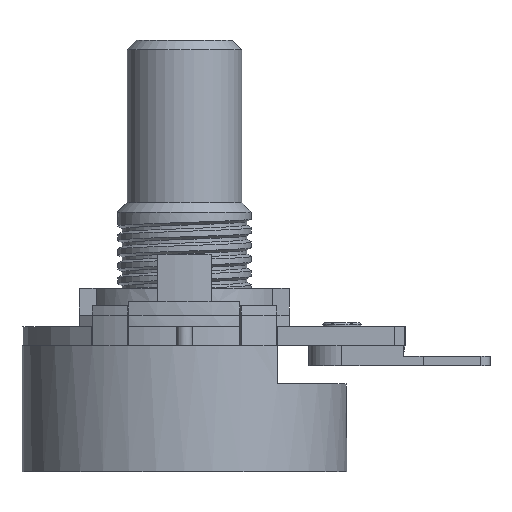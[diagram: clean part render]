
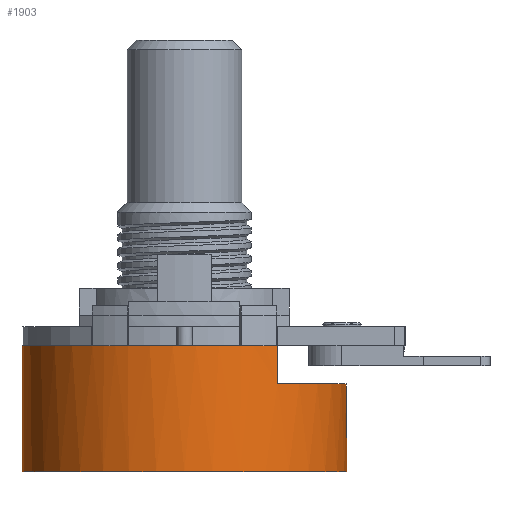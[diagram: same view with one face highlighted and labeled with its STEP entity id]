
A CAD part, left-side view. The second image highlights one B-rep face of the part: STEP entity #1903.
In plain terms, the highlighted cylindrical face has radius 8.5 mm (diameter 17 mm), a full revolution.
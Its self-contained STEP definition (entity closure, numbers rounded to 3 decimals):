
#1569 = VERTEX_POINT('',#1570);
#1570 = CARTESIAN_POINT('',(-7.965,2.969,-1.));
#1696 = VERTEX_POINT('',#1697);
#1697 = CARTESIAN_POINT('',(-7.006,4.814,-1.));
#1719 = EDGE_CURVE('',#1696,#1720,#1722,.T.);
#1720 = VERTEX_POINT('',#1721);
#1721 = CARTESIAN_POINT('',(7.006,4.814,-1.));
#1722 = CIRCLE('',#1723,8.5);
#1723 = AXIS2_PLACEMENT_3D('',#1724,#1725,#1726);
#1724 = CARTESIAN_POINT('',(0.,0.,-1.));
#1725 = DIRECTION('',(0.,0.,-1.));
#1726 = DIRECTION('',(1.,0.,0.));
#1746 = VERTEX_POINT('',#1747);
#1747 = CARTESIAN_POINT('',(7.965,2.969,-1.));
#1753 = EDGE_CURVE('',#1746,#1754,#1756,.T.);
#1754 = VERTEX_POINT('',#1755);
#1755 = CARTESIAN_POINT('',(8.5,0.,-1.));
#1756 = CIRCLE('',#1757,8.5);
#1757 = AXIS2_PLACEMENT_3D('',#1758,#1759,#1760);
#1758 = CARTESIAN_POINT('',(0.,0.,-1.));
#1759 = DIRECTION('',(0.,0.,-1.));
#1760 = DIRECTION('',(1.,0.,0.));
#1762 = EDGE_CURVE('',#1754,#1763,#1765,.T.);
#1763 = VERTEX_POINT('',#1764);
#1764 = CARTESIAN_POINT('',(7.965,-2.969,-1.));
#1765 = CIRCLE('',#1766,8.5);
#1766 = AXIS2_PLACEMENT_3D('',#1767,#1768,#1769);
#1767 = CARTESIAN_POINT('',(0.,0.,-1.));
#1768 = DIRECTION('',(0.,0.,-1.));
#1769 = DIRECTION('',(1.,0.,0.));
#1789 = VERTEX_POINT('',#1790);
#1790 = CARTESIAN_POINT('',(7.006,-4.814,-1.));
#1796 = EDGE_CURVE('',#1789,#1797,#1799,.T.);
#1797 = VERTEX_POINT('',#1798);
#1798 = CARTESIAN_POINT('',(6.963,-4.875,-1.));
#1799 = CIRCLE('',#1800,8.5);
#1800 = AXIS2_PLACEMENT_3D('',#1801,#1802,#1803);
#1801 = CARTESIAN_POINT('',(0.,0.,-1.));
#1802 = DIRECTION('',(0.,0.,-1.));
#1803 = DIRECTION('',(1.,0.,0.));
#1832 = VERTEX_POINT('',#1833);
#1833 = CARTESIAN_POINT('',(-6.963,-4.875,-1.));
#1839 = EDGE_CURVE('',#1832,#1840,#1842,.T.);
#1840 = VERTEX_POINT('',#1841);
#1841 = CARTESIAN_POINT('',(-7.006,-4.814,-1.));
#1842 = CIRCLE('',#1843,8.5);
#1843 = AXIS2_PLACEMENT_3D('',#1844,#1845,#1846);
#1844 = CARTESIAN_POINT('',(0.,0.,-1.));
#1845 = DIRECTION('',(0.,0.,-1.));
#1846 = DIRECTION('',(1.,0.,0.));
#1866 = VERTEX_POINT('',#1867);
#1867 = CARTESIAN_POINT('',(-7.965,-2.969,-1.));
#1873 = EDGE_CURVE('',#1866,#1569,#1874,.T.);
#1874 = CIRCLE('',#1875,8.5);
#1875 = AXIS2_PLACEMENT_3D('',#1876,#1877,#1878);
#1876 = CARTESIAN_POINT('',(0.,0.,-1.));
#1877 = DIRECTION('',(0.,0.,-1.));
#1878 = DIRECTION('',(1.,0.,0.));
#1892 = EDGE_CURVE('',#1696,#1569,#1893,.T.);
#1893 = CIRCLE('',#1894,8.5);
#1894 = AXIS2_PLACEMENT_3D('',#1895,#1896,#1897);
#1895 = CARTESIAN_POINT('',(0.,0.,-1.));
#1896 = DIRECTION('',(0.,0.,1.));
#1897 = DIRECTION('',(1.,0.,0.));
#1903 = ADVANCED_FACE('',(#1904),#1973,.T.);
#1904 = FACE_BOUND('',#1905,.F.);
#1905 = EDGE_LOOP('',(#1906,#1907,#1915,#1922,#1923,#1924,#1931,#1932,
    #1933,#1934,#1941,#1942,#1950,#1959,#1965,#1966));
#1906 = ORIENTED_EDGE('',*,*,#1762,.F.);
#1907 = ORIENTED_EDGE('',*,*,#1908,.T.);
#1908 = EDGE_CURVE('',#1754,#1909,#1911,.T.);
#1909 = VERTEX_POINT('',#1910);
#1910 = CARTESIAN_POINT('',(8.5,0.,-7.6));
#1911 = LINE('',#1912,#1913);
#1912 = CARTESIAN_POINT('',(8.5,0.,-1.));
#1913 = VECTOR('',#1914,1.);
#1914 = DIRECTION('',(0.,0.,-1.));
#1915 = ORIENTED_EDGE('',*,*,#1916,.T.);
#1916 = EDGE_CURVE('',#1909,#1909,#1917,.T.);
#1917 = CIRCLE('',#1918,8.5);
#1918 = AXIS2_PLACEMENT_3D('',#1919,#1920,#1921);
#1919 = CARTESIAN_POINT('',(0.,0.,-7.6));
#1920 = DIRECTION('',(0.,0.,-1.));
#1921 = DIRECTION('',(1.,0.,0.));
#1922 = ORIENTED_EDGE('',*,*,#1908,.F.);
#1923 = ORIENTED_EDGE('',*,*,#1753,.F.);
#1924 = ORIENTED_EDGE('',*,*,#1925,.F.);
#1925 = EDGE_CURVE('',#1720,#1746,#1926,.T.);
#1926 = CIRCLE('',#1927,8.5);
#1927 = AXIS2_PLACEMENT_3D('',#1928,#1929,#1930);
#1928 = CARTESIAN_POINT('',(0.,0.,-1.));
#1929 = DIRECTION('',(0.,0.,-1.));
#1930 = DIRECTION('',(-1.,-0.,-0.));
#1931 = ORIENTED_EDGE('',*,*,#1719,.F.);
#1932 = ORIENTED_EDGE('',*,*,#1892,.T.);
#1933 = ORIENTED_EDGE('',*,*,#1873,.F.);
#1934 = ORIENTED_EDGE('',*,*,#1935,.F.);
#1935 = EDGE_CURVE('',#1840,#1866,#1936,.T.);
#1936 = CIRCLE('',#1937,8.5);
#1937 = AXIS2_PLACEMENT_3D('',#1938,#1939,#1940);
#1938 = CARTESIAN_POINT('',(0.,0.,-1.));
#1939 = DIRECTION('',(0.,0.,-1.));
#1940 = DIRECTION('',(1.,0.,0.));
#1941 = ORIENTED_EDGE('',*,*,#1839,.F.);
#1942 = ORIENTED_EDGE('',*,*,#1943,.T.);
#1943 = EDGE_CURVE('',#1832,#1944,#1946,.T.);
#1944 = VERTEX_POINT('',#1945);
#1945 = CARTESIAN_POINT('',(-6.963,-4.875,-3.));
#1946 = LINE('',#1947,#1948);
#1947 = CARTESIAN_POINT('',(-6.963,-4.875,-1.));
#1948 = VECTOR('',#1949,1.);
#1949 = DIRECTION('',(-0.,-0.,-1.));
#1950 = ORIENTED_EDGE('',*,*,#1951,.T.);
#1951 = EDGE_CURVE('',#1944,#1952,#1954,.T.);
#1952 = VERTEX_POINT('',#1953);
#1953 = CARTESIAN_POINT('',(6.963,-4.875,-3.));
#1954 = CIRCLE('',#1955,8.5);
#1955 = AXIS2_PLACEMENT_3D('',#1956,#1957,#1958);
#1956 = CARTESIAN_POINT('',(0.,0.,-3.));
#1957 = DIRECTION('',(0.,0.,1.));
#1958 = DIRECTION('',(1.,0.,0.));
#1959 = ORIENTED_EDGE('',*,*,#1960,.F.);
#1960 = EDGE_CURVE('',#1797,#1952,#1961,.T.);
#1961 = LINE('',#1962,#1963);
#1962 = CARTESIAN_POINT('',(6.963,-4.875,-1.));
#1963 = VECTOR('',#1964,1.);
#1964 = DIRECTION('',(-0.,-0.,-1.));
#1965 = ORIENTED_EDGE('',*,*,#1796,.F.);
#1966 = ORIENTED_EDGE('',*,*,#1967,.T.);
#1967 = EDGE_CURVE('',#1789,#1763,#1968,.T.);
#1968 = CIRCLE('',#1969,8.5);
#1969 = AXIS2_PLACEMENT_3D('',#1970,#1971,#1972);
#1970 = CARTESIAN_POINT('',(0.,0.,-1.));
#1971 = DIRECTION('',(0.,0.,1.));
#1972 = DIRECTION('',(-1.,0.,0.));
#1973 = CYLINDRICAL_SURFACE('',#1974,8.5);
#1974 = AXIS2_PLACEMENT_3D('',#1975,#1976,#1977);
#1975 = CARTESIAN_POINT('',(0.,0.,-1.));
#1976 = DIRECTION('',(0.,0.,1.));
#1977 = DIRECTION('',(1.,0.,0.));
